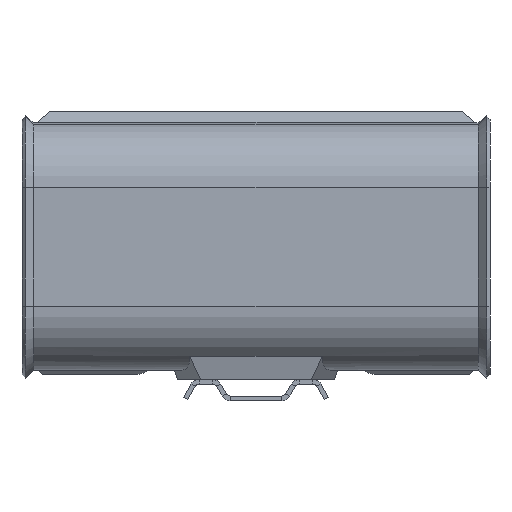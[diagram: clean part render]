
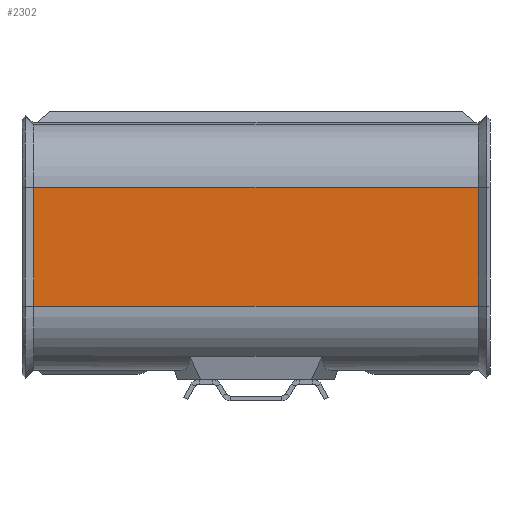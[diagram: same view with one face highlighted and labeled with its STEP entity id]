
A CAD part, front view. The second image highlights one B-rep face of the part: STEP entity #2302.
In plain terms, the highlighted planar face has unit normal (0, -1, 0).
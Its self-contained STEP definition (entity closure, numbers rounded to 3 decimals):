
#44=DIRECTION('',(1.,0.,0.));
#45=VECTOR('',#44,188.);
#46=CARTESIAN_POINT('',(-94.,-2.,-25.));
#47=LINE('',#46,#45);
#48=DIRECTION('',(1.,0.,0.));
#49=VECTOR('',#48,188.);
#50=CARTESIAN_POINT('',(-94.,-2.,-75.262));
#51=LINE('',#50,#49);
#187=DIRECTION('',(0.,0.,1.));
#188=VECTOR('',#187,50.262);
#189=CARTESIAN_POINT('',(94.,-2.,-75.262));
#190=LINE('',#189,#188);
#1004=DIRECTION('',(0.,0.,-1.));
#1005=VECTOR('',#1004,50.262);
#1006=CARTESIAN_POINT('',(-94.,-2.,-25.));
#1007=LINE('',#1006,#1005);
#2201=CARTESIAN_POINT('',(94.,-2.,
-75.262));
#2203=VERTEX_POINT('',#2201);
#2205=CARTESIAN_POINT('',(94.,-2.,-25.));
#2206=VERTEX_POINT('',#2205);
#2220=CARTESIAN_POINT('',(-94.,-2.,-25.));
#2221=CARTESIAN_POINT('',(-94.,-2.,
-75.262));
#2222=VERTEX_POINT('',#2220);
#2223=VERTEX_POINT('',#2221);
#2288=CARTESIAN_POINT('',(100.,-2.,0.));
#2289=DIRECTION('',(0.,1.,0.));
#2290=DIRECTION('',(0.,0.,1.));
#2291=AXIS2_PLACEMENT_3D('',#2288,#2289,#2290);
#2292=PLANE('',#2291);
#2294=ORIENTED_EDGE('',*,*,#2293,.F.);
#2296=ORIENTED_EDGE('',*,*,#2295,.F.);
#2297=ORIENTED_EDGE('',*,*,#2270,.T.);
#2299=ORIENTED_EDGE('',*,*,#2298,.F.);
#2300=EDGE_LOOP('',(#2294,#2296,#2297,#2299));
#2301=FACE_OUTER_BOUND('',#2300,.F.);
#2302=ADVANCED_FACE('',(#2301),#2292,.F.);
#2270=EDGE_CURVE('',#2222,#2206,#47,.T.);
#2293=EDGE_CURVE('',#2223,#2203,#51,.T.);
#2295=EDGE_CURVE('',#2222,#2223,#1007,.T.);
#2298=EDGE_CURVE('',#2203,#2206,#190,.T.);
